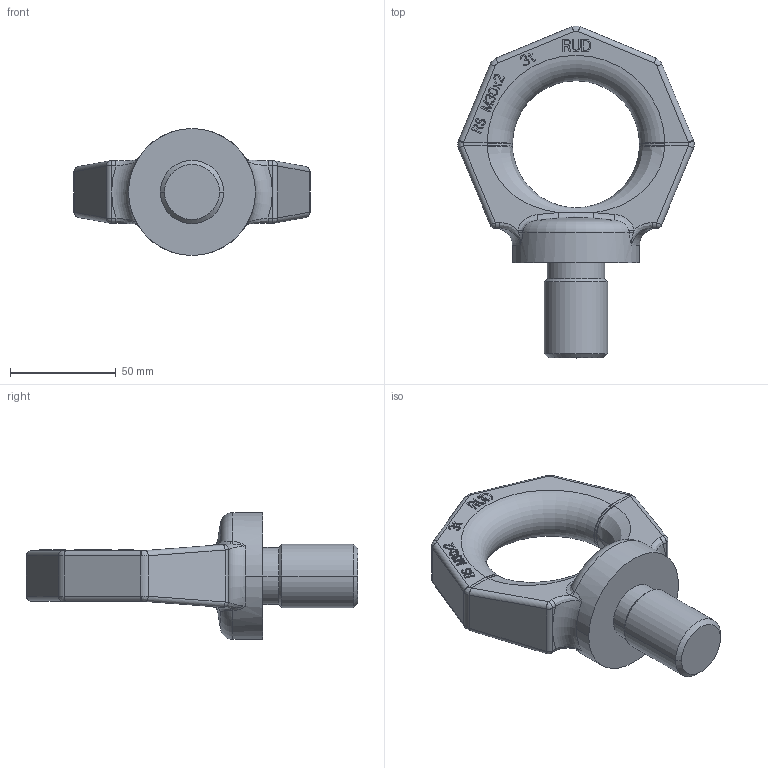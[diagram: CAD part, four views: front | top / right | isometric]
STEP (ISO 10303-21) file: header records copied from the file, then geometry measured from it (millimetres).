
FILE_DESCRIPTION((''),'2;1');
FILE_NAME('001-M31078-X06_ASM','2005-01-11T',('jakubetz'),(''),'PRO/ENGINEER BY PARAMETRIC TECHNOLOGY CORPORATION, 2001400','PRO/ENGINEER BY PARAMETRIC TECHNOLOGY CORPORATION, 2001400','');
FILE_SCHEMA(('CONFIG_CONTROL_DESIGN'));
Length unit declared in the file: millimetre
Products named in the file (3): 001-M31078-X06; 001-M31078-Y06; 001-M31078-X06_ASM
Assembly tree (2 placements, depth 2):
  001-M31078-X06_ASM
    001-M31078-X06
    001-M31078-Y06
Bounding box: 111.74 x 156.86 x 60 mm (x, y, z)
Volume: 210713.2 mm3; surface area: 32752.3 mm2
Topology: 2 solids, 2 shells, 526 faces, 1440 edges, 932 vertices
Faces by surface type: plane 421, bspline 54, cylinder 36, cone 6, torus 5, sphere 4
Entity records: 18891 total; most frequent: CARTESIAN_POINT 5805, ORIENTED_EDGE 2880, DIRECTION 2408, EDGE_CURVE 1440, VECTOR 1230, LINE 1230, VERTEX_POINT 932, AXIS2_PLACEMENT_3D 589
